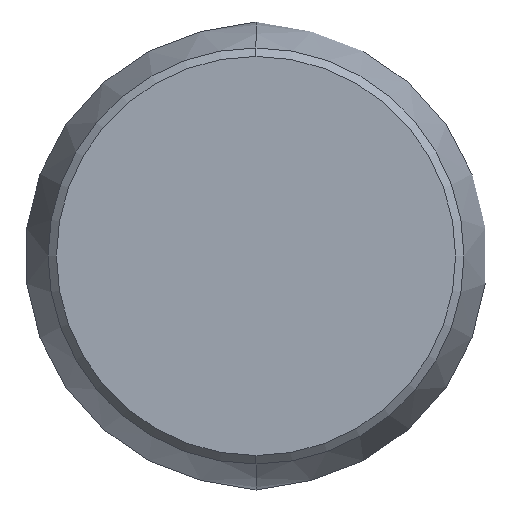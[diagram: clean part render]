
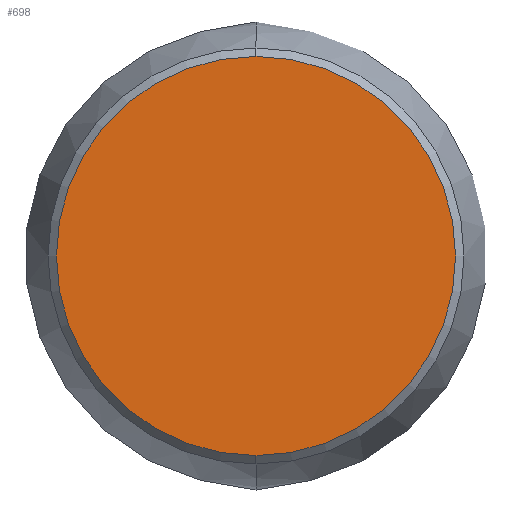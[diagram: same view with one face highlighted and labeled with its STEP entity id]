
A CAD part, left-side view. The second image highlights one B-rep face of the part: STEP entity #698.
In plain terms, the highlighted planar face has unit normal (-1, 0, 0).
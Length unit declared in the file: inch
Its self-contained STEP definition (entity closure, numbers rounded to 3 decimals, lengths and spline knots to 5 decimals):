
#271 = DIRECTION ( 'NONE',  ( 1., 0., 0. ) ) ;
#686 = EDGE_CURVE ( 'NONE', #1521, #1240, #1781, .T. ) ;
#698 = ADVANCED_FACE ( 'NONE', ( #1534 ), #1698, .F. ) ;
#699 = AXIS2_PLACEMENT_3D ( 'NONE', #1570, #1589, #1582 ) ;
#762 = AXIS2_PLACEMENT_3D ( 'NONE', #1756, #1753, #979 ) ;
#863 = EDGE_LOOP ( 'NONE', ( #878, #1045 ) ) ;
#878 = ORIENTED_EDGE ( 'NONE', *, *, #1047, .F. ) ;
#939 = CIRCLE ( 'NONE', #699, 0.02495 ) ;
#979 = DIRECTION ( 'NONE',  ( 0., 0., 1. ) ) ;
#1045 = ORIENTED_EDGE ( 'NONE', *, *, #686, .F. ) ;
#1047 = EDGE_CURVE ( 'NONE', #1240, #1521, #939, .T. ) ;
#1240 = VERTEX_POINT ( 'NONE', #1695 ) ;
#1386 = CARTESIAN_POINT ( 'NONE',  ( 0., 0., -0.02495 ) ) ;
#1493 = DIRECTION ( 'NONE',  ( 0., 0., 1. ) ) ;
#1521 = VERTEX_POINT ( 'NONE', #1386 ) ;
#1534 = FACE_OUTER_BOUND ( 'NONE', #863, .T. ) ;
#1570 = CARTESIAN_POINT ( 'NONE',  ( 0., 0., 0. ) ) ;
#1582 = DIRECTION ( 'NONE',  ( 0., 0., 1. ) ) ;
#1587 = CARTESIAN_POINT ( 'NONE',  ( 0., -0.02495, 0. ) ) ;
#1589 = DIRECTION ( 'NONE',  ( 1., 0., 0. ) ) ;
#1695 = CARTESIAN_POINT ( 'NONE',  ( 0., 0., 0.02495 ) ) ;
#1698 = PLANE ( 'NONE',  #1785 ) ;
#1753 = DIRECTION ( 'NONE',  ( 1., 0., 0. ) ) ;
#1756 = CARTESIAN_POINT ( 'NONE',  ( 0., 0., 0. ) ) ;
#1781 = CIRCLE ( 'NONE', #762, 0.02495 ) ;
#1785 = AXIS2_PLACEMENT_3D ( 'NONE', #1587, #271, #1493 ) ;
